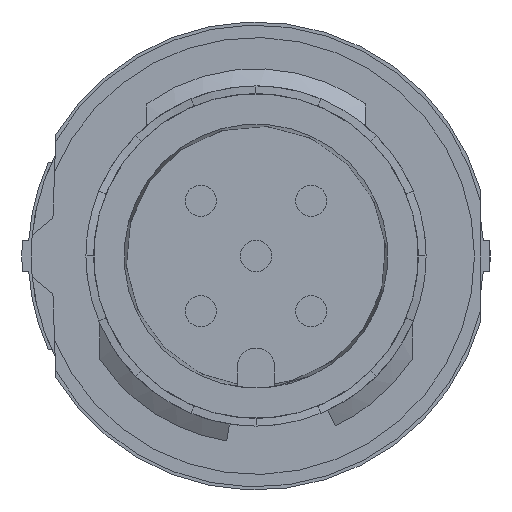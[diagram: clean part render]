
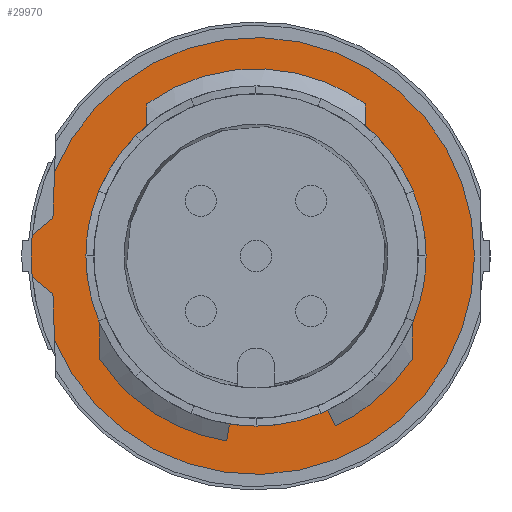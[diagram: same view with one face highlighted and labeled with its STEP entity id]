
A CAD part, left-side view. The second image highlights one B-rep face of the part: STEP entity #29970.
In plain terms, the highlighted planar face has unit normal (-1, 0, 0).
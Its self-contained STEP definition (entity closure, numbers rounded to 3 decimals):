
#26830=CARTESIAN_POINT('',(-37.678,7.2,
0.));
#26840=VERTEX_POINT('',#26830);
#26870=CARTESIAN_POINT('',(-37.678,0.,
0.));
#26880=DIRECTION('',(1.,0.,0.));
#26890=DIRECTION('',(0.,1.,0.));
#26900=AXIS2_PLACEMENT_3D('',#26870,#26880,#26890);
#26910=CIRCLE('',#26900,7.2);
#26920=CARTESIAN_POINT('',(-37.678,7.168,
-0.675));
#26930=VERTEX_POINT('',#26920);
#26940=EDGE_CURVE('',#26930,#26840,#26910,.T.);
#27830=CARTESIAN_POINT('',(-37.678,-6.975,
-12.128));
#27840=DIRECTION('',(0.,0.777,
0.629));
#27850=VECTOR('',#27840,1.);
#27860=LINE('',#27830,#27850);
#27870=CARTESIAN_POINT('',(-37.678,6.507,
-1.21));
#27880=VERTEX_POINT('',#27870);
#27890=EDGE_CURVE('',#27880,#26930,#27860,.T.);
#28160=CARTESIAN_POINT('',(-37.678,6.55,
0.));
#28170=DIRECTION('',(0.,0.035,
0.999));
#28180=VECTOR('',#28170,1.);
#28190=LINE('',#28160,#28180);
#28200=CARTESIAN_POINT('',(-37.678,6.455,
-2.708));
#28210=VERTEX_POINT('',#28200);
#28220=EDGE_CURVE('',#28210,#27880,#28190,.T.);
#29270=CARTESIAN_POINT('',(-37.678,0.,
0.));
#29280=DIRECTION('',(-1.,0.,0.));
#29290=DIRECTION('',(0.,0.,-1.));
#29300=AXIS2_PLACEMENT_3D('',#29270,#29280,#29290);
#29310=CIRCLE('',#29300,7.);
#29320=CARTESIAN_POINT('',(-37.678,6.455,
2.708));
#29330=VERTEX_POINT('',#29320);
#29340=EDGE_CURVE('',#28210,#29330,#29310,.T.);
#29530=CARTESIAN_POINT('',(-37.678,-6.225,
0.));
#29540=DIRECTION('',(-1.,0.,0.));
#29550=DIRECTION('',(0.,0.,-1.));
#29560=AXIS2_PLACEMENT_3D('',#29530,#29540,#29550);
#29570=PLANE('',#29560);
#29580=CARTESIAN_POINT('',(-37.678,0.,
0.));
#29590=DIRECTION('',(1.,0.,0.));
#29600=DIRECTION('',(0.,0.966,
0.259));
#29610=AXIS2_PLACEMENT_3D('',#29580,#29590,#29600);
#29620=CIRCLE('',#29610,5.45);
#29630=CARTESIAN_POINT('',(-37.678,5.264,
1.411));
#29640=VERTEX_POINT('',#29630);
#29650=CARTESIAN_POINT('',(-37.678,-5.264,
-1.411));
#29660=VERTEX_POINT('',#29650);
#29670=EDGE_CURVE('',#29640,#29660,#29620,.T.);
#29680=ORIENTED_EDGE('',*,*,#29670,.T.);
#29690=EDGE_CURVE('',#29660,#29640,#29620,.T.);
#29700=ORIENTED_EDGE('',*,*,#29690,.T.);
#29710=EDGE_LOOP('',(#29700,#29680));
#29720=FACE_BOUND('',#29710,.T.);
#29730=CARTESIAN_POINT('',(-37.678,-6.975,
12.128));
#29740=DIRECTION('',(0.,-0.777,
0.629));
#29750=VECTOR('',#29740,1.);
#29760=LINE('',#29730,#29750);
#29770=CARTESIAN_POINT('',(-37.678,7.168,
0.675));
#29780=VERTEX_POINT('',#29770);
#29790=CARTESIAN_POINT('',(-37.678,6.507,
1.21));
#29800=VERTEX_POINT('',#29790);
#29810=EDGE_CURVE('',#29780,#29800,#29760,.T.);
#29820=ORIENTED_EDGE('',*,*,#29810,.F.);
#29830=CARTESIAN_POINT('',(-37.678,6.55,
0.));
#29840=DIRECTION('',(0.,-0.035,
0.999));
#29850=VECTOR('',#29840,1.);
#29860=LINE('',#29830,#29850);
#29870=EDGE_CURVE('',#29800,#29330,#29860,.T.);
#29880=ORIENTED_EDGE('',*,*,#29870,.F.);
#29890=ORIENTED_EDGE('',*,*,#29340,.T.);
#29900=ORIENTED_EDGE('',*,*,#28220,.F.);
#29910=ORIENTED_EDGE('',*,*,#27890,.F.);
#29920=ORIENTED_EDGE('',*,*,#26940,.F.);
#29930=EDGE_CURVE('',#26840,#29780,#26910,.T.);
#29940=ORIENTED_EDGE('',*,*,#29930,.F.);
#29950=EDGE_LOOP('',(#29940,#29920,#29910,#29900,#29890,#29880,#29820));
#29960=FACE_OUTER_BOUND('',#29950,.T.);
#29970=ADVANCED_FACE('',(#29720,#29960),#29570,.T.);
